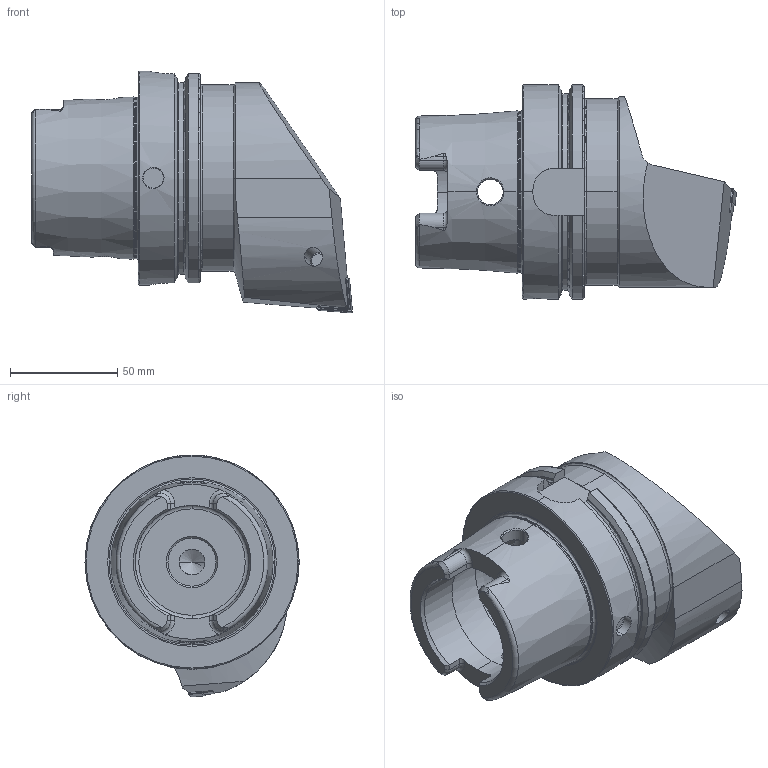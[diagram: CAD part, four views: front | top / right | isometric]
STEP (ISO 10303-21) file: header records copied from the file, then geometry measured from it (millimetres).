
FILE_DESCRIPTION (( 'STEP AP203' ), '1' );
FILE_NAME ('HA0.PCE.RLA.100.STEP', '2013-06-19T07:30:54', ( 'baer' ), ( 'Hewlett-Packard Company' ), 'SwSTEP 2.0', 'SolidWorks 2012', '' );
FILE_SCHEMA (( 'CONFIG_CONTROL_DESIGN' ));
Length unit declared in the file: millimetre
Products named in the file (7): HA0.PCE.RLA.100; WCE-ER3.101.000_A; WCE-ER4.101.020_A; KVT_MB_600_060; WCE-ER2.101.004_A; CNMG160604; HA0-PCE.RLA.100_A_Fertigbearbeitung
Assembly tree (6 placements, depth 2):
  HA0.PCE.RLA.100
    HA0-PCE.RLA.100_A_Fertigbearbeitung
    CNMG160604
    WCE-ER2.101.004_A
    KVT_MB_600_060
    WCE-ER4.101.020_A
    WCE-ER3.101.000_A
Bounding box: 149.9 x 100 x 113 mm (x, y, z)
Volume: 546075.6 mm3; surface area: 72118.9 mm2
Topology: 7 solids, 7 shells, 368 faces, 935 edges, 571 vertices
Faces by surface type: plane 115, cylinder 103, cone 92, torus 40, bspline 16, sphere 2
Entity records: 13480 total; most frequent: CARTESIAN_POINT 4205, ORIENTED_EDGE 1840, DIRECTION 1755, EDGE_CURVE 920, AXIS2_PLACEMENT_3D 682, VERTEX_POINT 568, LINE 391, VECTOR 391
